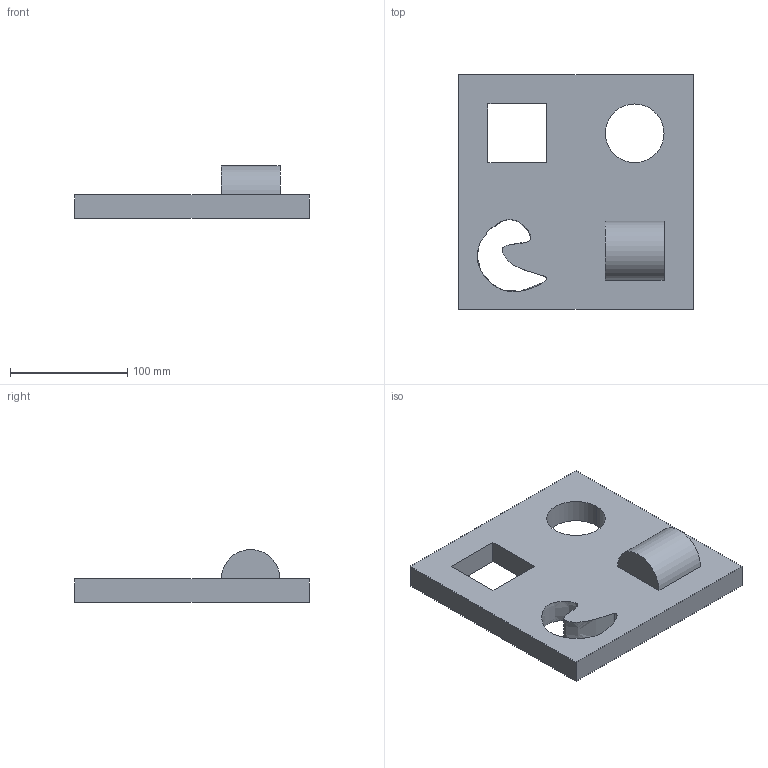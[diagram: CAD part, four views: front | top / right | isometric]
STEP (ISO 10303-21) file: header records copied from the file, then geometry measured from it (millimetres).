
FILE_DESCRIPTION((''),'2;1');
FILE_NAME('PRT0001','2014-08-13T',('Vinson'),(''),'PRO/ENGINEER BY PARAMETRIC TECHNOLOGY CORPORATION, 2010480','PRO/ENGINEER BY PARAMETRIC TECHNOLOGY CORPORATION, 2010480','');
FILE_SCHEMA(('AUTOMOTIVE_DESIGN_CC2 { 1 2 10303 214 -1 1 5 2 }'));
Length unit declared in the file: millimetre
Products named in the file (1): PRT0001
Bounding box: 200 x 200 x 45 mm (x, y, z)
Volume: 720861.1 mm3; surface area: 98206.3 mm2
Topology: 1 solids, 1 shells, 17 faces, 42 edges, 28 vertices
Faces by surface type: plane 12, cylinder 3, extrusion 2
Entity records: 603 total; most frequent: CARTESIAN_POINT 129, ORIENTED_EDGE 84, DIRECTION 76, COLOUR_RGB 44, EDGE_CURVE 42, VECTOR 34, LINE 32, VERTEX_POINT 28
